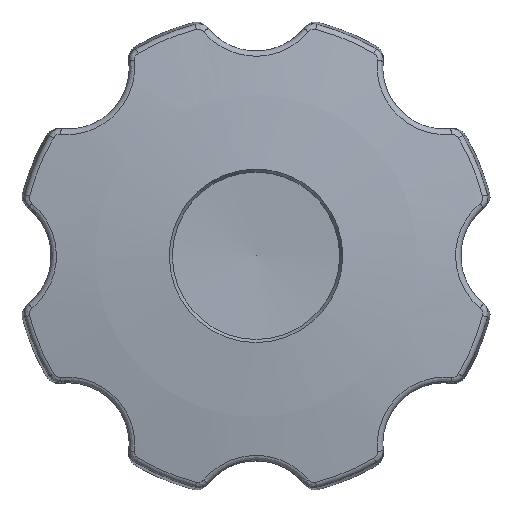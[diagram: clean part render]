
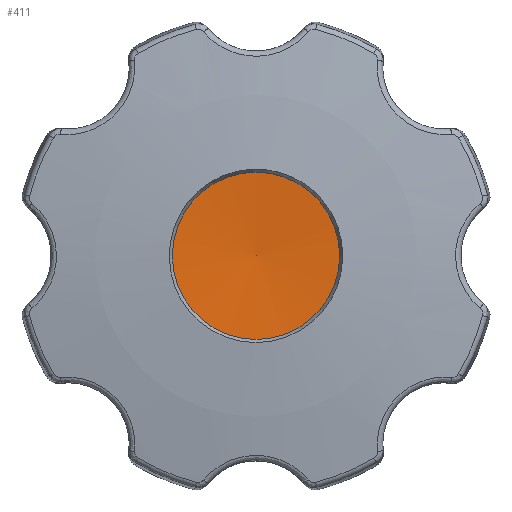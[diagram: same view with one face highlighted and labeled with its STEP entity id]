
A CAD part, top view. The second image highlights one B-rep face of the part: STEP entity #411.
In plain terms, the highlighted spherical face has radius 84.351 mm.
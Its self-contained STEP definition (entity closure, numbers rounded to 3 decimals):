
#411 = ADVANCED_FACE( '', ( #970 ), #971, .F. );
#970 = FACE_OUTER_BOUND( '', #3110, .T. );
#971 = SPHERICAL_SURFACE( '', #3111, 84.351 );
#3110 = EDGE_LOOP( '', ( #6953 ) );
#3111 = AXIS2_PLACEMENT_3D( '', #6954, #6955, #6956 );
#6953 = ORIENTED_EDGE( '', *, *, #8554, .T. );
#6954 = CARTESIAN_POINT( '', ( 0., 0., 111.851 ) );
#6955 = DIRECTION( '', ( 0., 0., 1. ) );
#6956 = DIRECTION( '', ( 1., 0., 0. ) );
#8554 = EDGE_CURVE( '', #9547, #9547, #9548, .T. );
#9547 = VERTEX_POINT( '', #11908 );
#9548 = CIRCLE( '', #11909, 9.5 );
#11908 = CARTESIAN_POINT( '', ( 9.5, 0., 28.037 ) );
#11909 = AXIS2_PLACEMENT_3D( '', #14182, #14183, #14184 );
#14182 = CARTESIAN_POINT( '', ( 0., 0., 28.037 ) );
#14183 = DIRECTION( '', ( 0., 0., 1. ) );
#14184 = DIRECTION( '', ( 1., 0., 0. ) );
